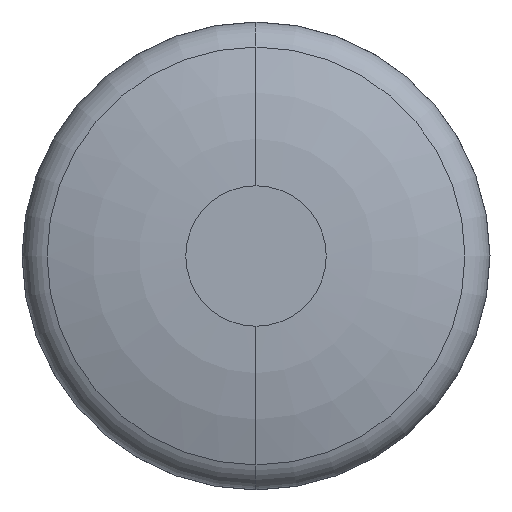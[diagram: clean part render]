
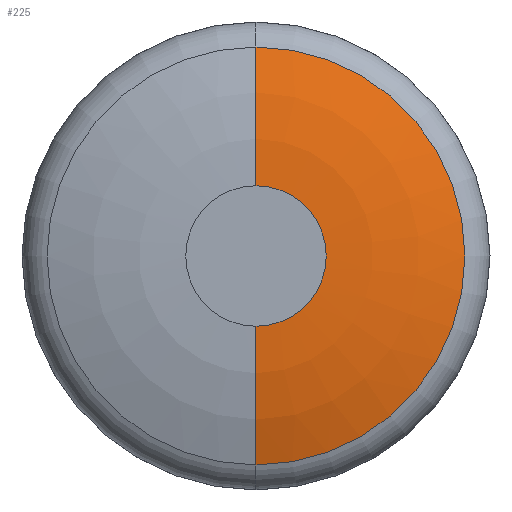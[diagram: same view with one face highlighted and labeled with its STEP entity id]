
A CAD part, front view. The second image highlights one B-rep face of the part: STEP entity #225.
In plain terms, the highlighted toroidal (fillet/blend) face has major radius 0.9 mm and minor radius 5.4 mm.
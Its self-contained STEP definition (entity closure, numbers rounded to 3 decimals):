
#30 = ORIENTED_EDGE ( 'NONE', *, *, #492, .F. ) ;
#68 = DIRECTION ( 'NONE',  ( 0., -1., 0. ) ) ;
#74 = CIRCLE ( 'NONE', #127, 5.4 ) ;
#83 = AXIS2_PLACEMENT_3D ( 'NONE', #415, #68, #290 ) ;
#96 = ORIENTED_EDGE ( 'NONE', *, *, #131, .T. ) ;
#103 = DIRECTION ( 'NONE',  ( 0., 0., -1. ) ) ;
#104 = DIRECTION ( 'NONE',  ( 0., 0., -1. ) ) ;
#120 = DIRECTION ( 'NONE',  ( 0., -1., 0. ) ) ;
#125 = VERTEX_POINT ( 'NONE', #480 ) ;
#127 = AXIS2_PLACEMENT_3D ( 'NONE', #271, #231, #104 ) ;
#128 = AXIS2_PLACEMENT_3D ( 'NONE', #489, #279, #103 ) ;
#131 = EDGE_CURVE ( 'NONE', #261, #125, #74, .T. ) ;
#148 = FACE_OUTER_BOUND ( 'NONE', #413, .T. ) ;
#169 = ORIENTED_EDGE ( 'NONE', *, *, #456, .T. ) ;
#190 = VERTEX_POINT ( 'NONE', #391 ) ;
#191 = TOROIDAL_SURFACE ( 'NONE', #83, 0.9, 5.4 ) ;
#192 = CIRCLE ( 'NONE', #300, 0.9 ) ;
#200 = CARTESIAN_POINT ( 'NONE',  ( 0., 0., 0. ) ) ;
#225 = ADVANCED_FACE ( 'NONE', ( #148 ), #191, .T. ) ;
#231 = DIRECTION ( 'NONE',  ( 1., 0., 0. ) ) ;
#244 = ORIENTED_EDGE ( 'NONE', *, *, #414, .F. ) ;
#261 = VERTEX_POINT ( 'NONE', #327 ) ;
#271 = CARTESIAN_POINT ( 'NONE',  ( 0., 5.4, 0.9 ) ) ;
#279 = DIRECTION ( 'NONE',  ( 0., -1., 0. ) ) ;
#290 = DIRECTION ( 'NONE',  ( 0., 0., -1. ) ) ;
#300 = AXIS2_PLACEMENT_3D ( 'NONE', #200, #120, #501 ) ;
#317 = AXIS2_PLACEMENT_3D ( 'NONE', #351, #361, #485 ) ;
#327 = CARTESIAN_POINT ( 'NONE',  ( 0., 0.301, 2.678 ) ) ;
#350 = VERTEX_POINT ( 'NONE', #392 ) ;
#351 = CARTESIAN_POINT ( 'NONE',  ( 0., 5.4, -0.9 ) ) ;
#361 = DIRECTION ( 'NONE',  ( -1., 0., 0. ) ) ;
#384 = CIRCLE ( 'NONE', #317, 5.4 ) ;
#391 = CARTESIAN_POINT ( 'NONE',  ( 0., 0.301, -2.678 ) ) ;
#392 = CARTESIAN_POINT ( 'NONE',  ( 0., 0., -0.9 ) ) ;
#413 = EDGE_LOOP ( 'NONE', ( #169, #96, #30, #244 ) ) ;
#414 = EDGE_CURVE ( 'NONE', #190, #350, #384, .T. ) ;
#415 = CARTESIAN_POINT ( 'NONE',  ( 0., 5.4, 0. ) ) ;
#456 = EDGE_CURVE ( 'NONE', #190, #261, #488, .T. ) ;
#480 = CARTESIAN_POINT ( 'NONE',  ( 0., 0., 0.9 ) ) ;
#485 = DIRECTION ( 'NONE',  ( 0., 0., 1. ) ) ;
#488 = CIRCLE ( 'NONE', #128, 2.678 ) ;
#489 = CARTESIAN_POINT ( 'NONE',  ( 0., 0.301, 0. ) ) ;
#492 = EDGE_CURVE ( 'NONE', #350, #125, #192, .T. ) ;
#501 = DIRECTION ( 'NONE',  ( 0., 0., -1. ) ) ;
